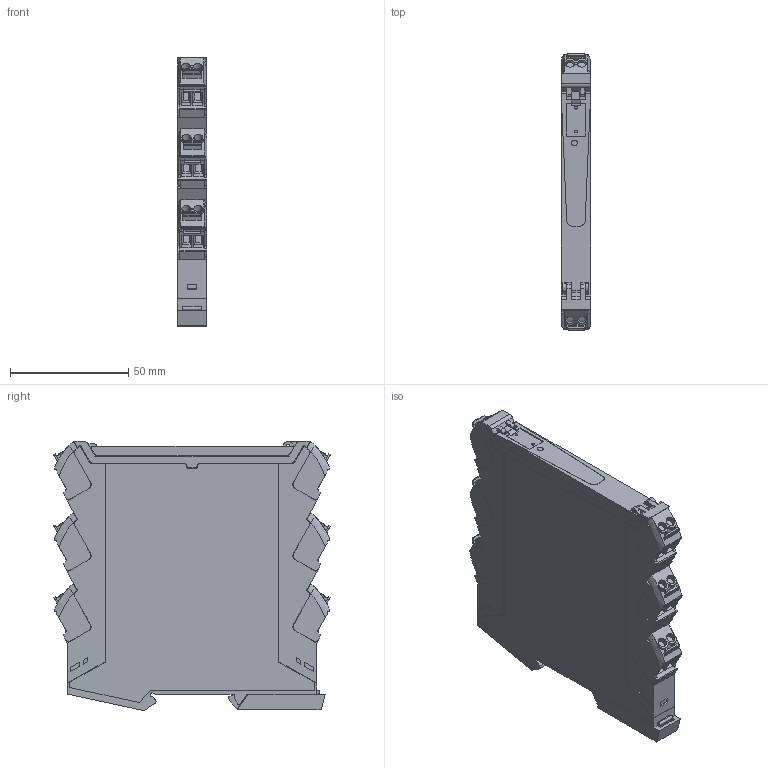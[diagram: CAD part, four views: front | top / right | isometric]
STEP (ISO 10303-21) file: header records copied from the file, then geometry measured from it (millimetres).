
FILE_DESCRIPTION(('CATIA V5 STEP Exchange','CAx-IF Rec.Pracs.--- Model Styling and Organization---1.4--- 2014-01-23'),'2;1');
FILE_NAME ('6265180_12_7760054117_S3D_ACT20P_2CI_2CO_12_S.stp','2020-02-07T10:00:24+00:00',('none'),('Weidmueller'),'CATIA Version 5-6 Release 2016 SP3 HF44','CATIA V5 STEP AP214','none');
FILE_SCHEMA(('AUTOMOTIVE_DESIGN { 1 0 10303 214 1 1 1 1 }'));
Length unit declared in the file: millimetre
Products named in the file (1): 7760054117
Bounding box: 12.57 x 117.28 x 114.02 mm (x, y, z)
Volume: 143929.2 mm3; surface area: 48691.1 mm2
Topology: 18 solids, 18 shells, 1262 faces, 4153 edges, 2932 vertices
Faces by surface type: plane 825, cylinder 369, extrusion 28, revolution 24, bspline 12, sphere 4
Entity records: 47966 total; most frequent: CARTESIAN_POINT 12359, ORIENTED_EDGE 8302, DIRECTION 5378, EDGE_CURVE 4151, VERTEX_POINT 2932, VECTOR 2631, LINE 2603, AXIS2_PLACEMENT_3D 1726
